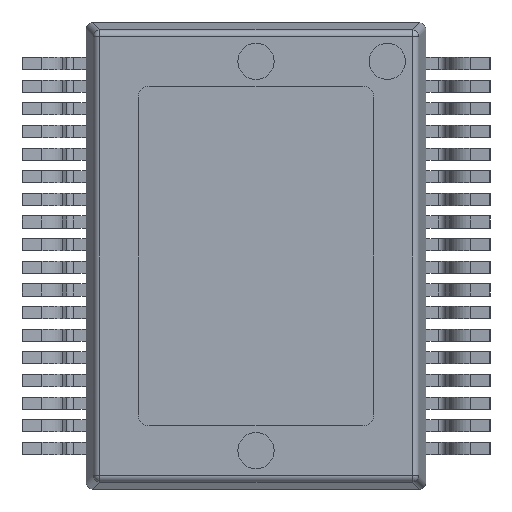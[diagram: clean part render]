
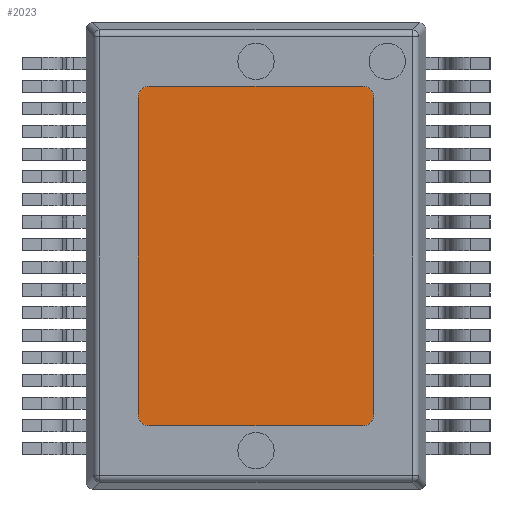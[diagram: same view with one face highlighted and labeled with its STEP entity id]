
A CAD part, front view. The second image highlights one B-rep face of the part: STEP entity #2023.
In plain terms, the highlighted planar face has unit normal (0, -1, 0).
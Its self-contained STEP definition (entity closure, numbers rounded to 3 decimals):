
#360 = EDGE_CURVE ( 'NONE', #9811, #12700, #11093, .T. ) ;
#432 = VECTOR ( 'NONE', #5877, 1000. ) ;
#623 = EDGE_CURVE ( 'NONE', #2237, #8401, #10407, .T. ) ;
#801 = CARTESIAN_POINT ( 'NONE',  ( 2.35, -0.05, -3.75 ) ) ;
#882 = PLANE ( 'NONE',  #12200 ) ;
#1293 = DIRECTION ( 'NONE',  ( 0., 0., 1. ) ) ;
#1453 = CARTESIAN_POINT ( 'NONE',  ( -2.6, -0.05, -3.5 ) ) ;
#1946 = CARTESIAN_POINT ( 'NONE',  ( 2.35, -0.05, -3.5 ) ) ;
#2023 = ADVANCED_FACE ( 'NONE', ( #12625 ), #882, .T. ) ;
#2237 = VERTEX_POINT ( 'NONE', #6602 ) ;
#2861 = EDGE_LOOP ( 'NONE', ( #3073, #16516, #12796, #4455, #5684, #5728, #11502, #16335 ) ) ;
#2875 = CARTESIAN_POINT ( 'NONE',  ( 2.6, -0.05, -3.5 ) ) ;
#3032 = CARTESIAN_POINT ( 'NONE',  ( -2.35, -0.05, -3.5 ) ) ;
#3073 = ORIENTED_EDGE ( 'NONE', *, *, #16241, .T. ) ;
#3398 = VERTEX_POINT ( 'NONE', #7737 ) ;
#3423 = DIRECTION ( 'NONE',  ( 0., 0., -1. ) ) ;
#3442 = VECTOR ( 'NONE', #9857, 1000. ) ;
#3958 = AXIS2_PLACEMENT_3D ( 'NONE', #1946, #12040, #3423 ) ;
#4124 = EDGE_CURVE ( 'NONE', #3398, #15799, #14022, .T. ) ;
#4455 = ORIENTED_EDGE ( 'NONE', *, *, #18471, .T. ) ;
#4457 = CARTESIAN_POINT ( 'NONE',  ( -2.6, -0.05, 3.5 ) ) ;
#4499 = DIRECTION ( 'NONE',  ( 0., 0., -1. ) ) ;
#4999 = DIRECTION ( 'NONE',  ( 0., -1., 0. ) ) ;
#5205 = CARTESIAN_POINT ( 'NONE',  ( -2.6, -0.05, 3.5 ) ) ;
#5520 = DIRECTION ( 'NONE',  ( 0., -1., 0. ) ) ;
#5684 = ORIENTED_EDGE ( 'NONE', *, *, #4124, .T. ) ;
#5728 = ORIENTED_EDGE ( 'NONE', *, *, #17989, .T. ) ;
#5877 = DIRECTION ( 'NONE',  ( 0., 0., -1. ) ) ;
#6121 = VERTEX_POINT ( 'NONE', #1453 ) ;
#6602 = CARTESIAN_POINT ( 'NONE',  ( -2.35, -0.05, 3.75 ) ) ;
#7319 = CARTESIAN_POINT ( 'NONE',  ( -2.35, -0.05, 3.75 ) ) ;
#7632 = EDGE_CURVE ( 'NONE', #12700, #9345, #13478, .T. ) ;
#7737 = CARTESIAN_POINT ( 'NONE',  ( 2.6, -0.05, 3.5 ) ) ;
#8377 = CARTESIAN_POINT ( 'NONE',  ( 2.6, -0.05, 3.5 ) ) ;
#8401 = VERTEX_POINT ( 'NONE', #5205 ) ;
#8435 = AXIS2_PLACEMENT_3D ( 'NONE', #14149, #5520, #15604 ) ;
#8518 = LINE ( 'NONE', #7319, #11887 ) ;
#8787 = DIRECTION ( 'NONE',  ( -1., 0., 0. ) ) ;
#9345 = VERTEX_POINT ( 'NONE', #2875 ) ;
#9758 = CARTESIAN_POINT ( 'NONE',  ( 2.35, -0.05, 3.75 ) ) ;
#9811 = VERTEX_POINT ( 'NONE', #14048 ) ;
#9857 = DIRECTION ( 'NONE',  ( 1., 0., 0. ) ) ;
#9937 = DIRECTION ( 'NONE',  ( 0., -1., 0. ) ) ;
#10180 = EDGE_CURVE ( 'NONE', #8401, #6121, #15775, .T. ) ;
#10407 = CIRCLE ( 'NONE', #15126, 0.25 ) ;
#11093 = LINE ( 'NONE', #12689, #3442 ) ;
#11418 = AXIS2_PLACEMENT_3D ( 'NONE', #18547, #9937, #1293 ) ;
#11502 = ORIENTED_EDGE ( 'NONE', *, *, #623, .T. ) ;
#11887 = VECTOR ( 'NONE', #8787, 1000. ) ;
#12040 = DIRECTION ( 'NONE',  ( 0., -1., 0. ) ) ;
#12200 = AXIS2_PLACEMENT_3D ( 'NONE', #3032, #13116, #4499 ) ;
#12625 = FACE_OUTER_BOUND ( 'NONE', #2861, .T. ) ;
#12689 = CARTESIAN_POINT ( 'NONE',  ( -2.35, -0.05, -3.75 ) ) ;
#12700 = VERTEX_POINT ( 'NONE', #801 ) ;
#12738 = DIRECTION ( 'NONE',  ( 0., 0., 1. ) ) ;
#12796 = ORIENTED_EDGE ( 'NONE', *, *, #7632, .T. ) ;
#13116 = DIRECTION ( 'NONE',  ( 0., -1., 0. ) ) ;
#13478 = CIRCLE ( 'NONE', #3958, 0.25 ) ;
#13622 = CARTESIAN_POINT ( 'NONE',  ( -2.35, -0.05, 3.5 ) ) ;
#14022 = CIRCLE ( 'NONE', #11418, 0.25 ) ;
#14048 = CARTESIAN_POINT ( 'NONE',  ( -2.35, -0.05, -3.75 ) ) ;
#14149 = CARTESIAN_POINT ( 'NONE',  ( -2.35, -0.05, -3.5 ) ) ;
#14341 = VECTOR ( 'NONE', #12738, 1000. ) ;
#14804 = LINE ( 'NONE', #8377, #14341 ) ;
#15079 = DIRECTION ( 'NONE',  ( 0., 0., -1. ) ) ;
#15126 = AXIS2_PLACEMENT_3D ( 'NONE', #13622, #4999, #15079 ) ;
#15604 = DIRECTION ( 'NONE',  ( 0., 0., -1. ) ) ;
#15775 = LINE ( 'NONE', #4457, #432 ) ;
#15799 = VERTEX_POINT ( 'NONE', #9758 ) ;
#16241 = EDGE_CURVE ( 'NONE', #6121, #9811, #16459, .T. ) ;
#16335 = ORIENTED_EDGE ( 'NONE', *, *, #10180, .T. ) ;
#16459 = CIRCLE ( 'NONE', #8435, 0.25 ) ;
#16516 = ORIENTED_EDGE ( 'NONE', *, *, #360, .T. ) ;
#17989 = EDGE_CURVE ( 'NONE', #15799, #2237, #8518, .T. ) ;
#18471 = EDGE_CURVE ( 'NONE', #9345, #3398, #14804, .T. ) ;
#18547 = CARTESIAN_POINT ( 'NONE',  ( 2.35, -0.05, 3.5 ) ) ;
